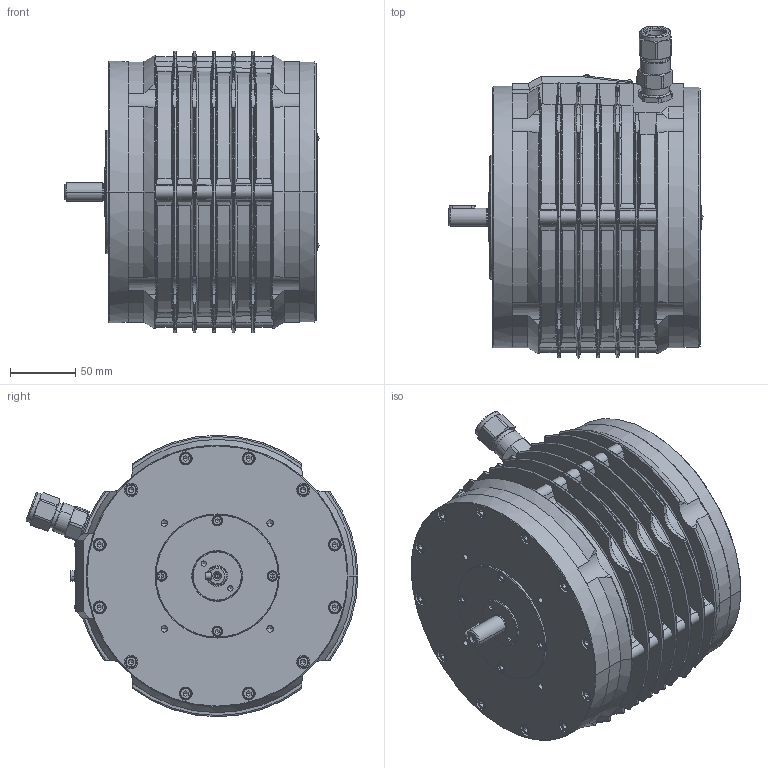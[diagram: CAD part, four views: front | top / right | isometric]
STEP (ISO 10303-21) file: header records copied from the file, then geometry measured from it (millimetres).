
FILE_DESCRIPTION((''),'2;1');
FILE_NAME('MS-6 Exd IIC T3 Basic.stp','2014-05-16T10:31:07',('arodrigo'),(''),'Autodesk Inventor 9','Autodesk Inventor 9','');
FILE_SCHEMA(('AUTOMOTIVE_DESIGN { 1 0 10303 214 1 1 1 1 }'));
Length unit declared in the file: millimetre
Products named in the file (1): Pieza1
Bounding box: 195.18 x 255.04 x 216.39 mm (x, y, z)
Volume: 4922403.2 mm3; surface area: 283706.7 mm2
Topology: 62 solids, 62 shells, 1594 faces, 4122 edges, 2656 vertices
Faces by surface type: plane 580, bspline 370, cylinder 296, cone 196, torus 146, sphere 6
Entity records: 57415 total; most frequent: CARTESIAN_POINT 21561, ORIENTED_EDGE 8020, DIRECTION 6889, EDGE_CURVE 4010, AXIS2_PLACEMENT_3D 2746, VERTEX_POINT 2656, EDGE_LOOP 1794, FACE_OUTER_BOUND 1594
